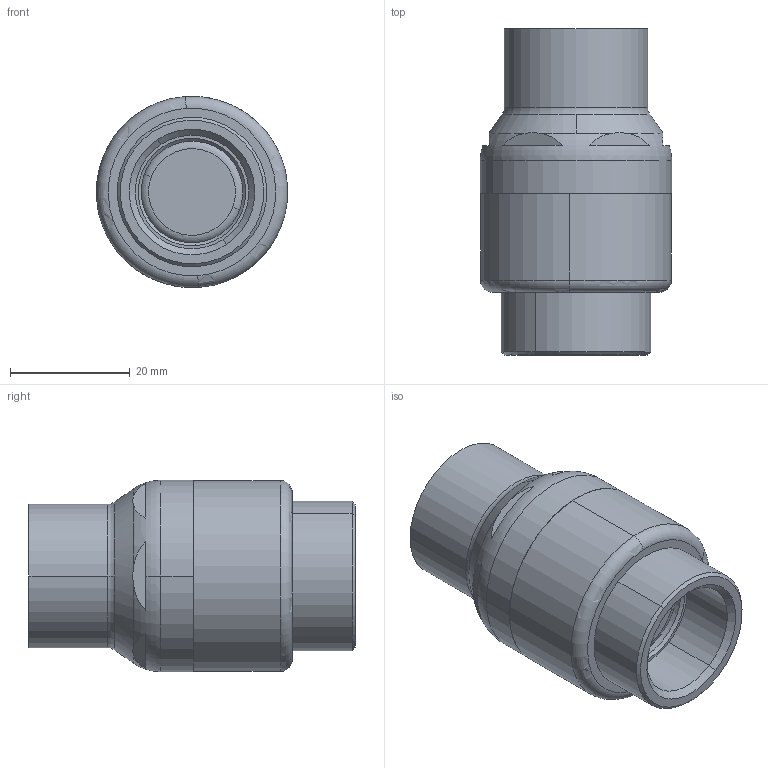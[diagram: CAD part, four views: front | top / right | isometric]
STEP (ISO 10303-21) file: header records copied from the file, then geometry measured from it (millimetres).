
FILE_DESCRIPTION(/* description */ ('Unknown','CAx-IF Rec.Pracs.---Representation and Presentation of Product Manufacturing Information (PMI)---4.0---2014-10-13','CAx-IF Rec.Pracs.---3D Tessellated Geometry---0.4---2014-09-14','2;1'),/* implementation_level */ '2;1');
FILE_NAME(/* name */ '9130-04',/* time_stamp */ '2023-12-05T10:01:25+01:00',/* author */ ('Unknown'),/* organization */ ('Unknown'),/* preprocessor_version */ 'ST-DEVELOPER v18.102',/* originating_system */ 'Solid Edge',/* authorisation */ 'Unknown');
FILE_SCHEMA (('AP242_MANAGED_MODEL_BASED_3D_ENGINEERING_MIM_LF { 1 0 10303 442 1 1 4 }'));
Length unit declared in the file: millimetre
Products named in the file (2): 9130-04; VALVOLA SMALL G 1_2
Assembly tree (1 placements, depth 2):
  9130-04
    VALVOLA SMALL G 1_2
Bounding box: 32 x 54.5 x 32 mm (x, y, z)
Volume: 14371.2 mm3; surface area: 15983.1 mm2
Topology: 9 solids, 9 shells, 208 faces, 472 edges, 298 vertices
Faces by surface type: plane 64, cylinder 62, torus 48, cone 32, bspline 2
Entity records: 10093 total; most frequent: CARTESIAN_POINT 5241, DIRECTION 1082, ORIENTED_EDGE 944, AXIS2_PLACEMENT_3D 473, EDGE_CURVE 472, VERTEX_POINT 298, CIRCLE 264, EDGE_LOOP 238
